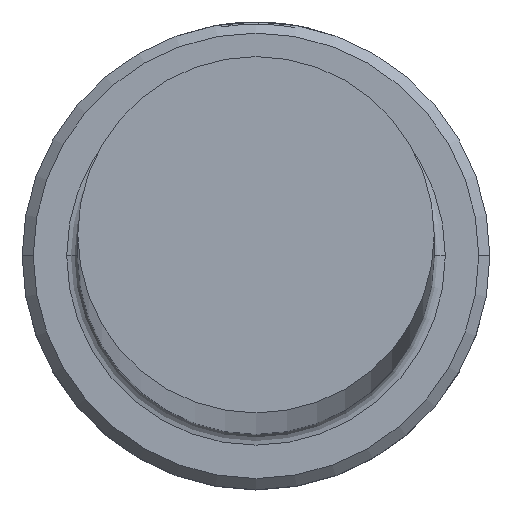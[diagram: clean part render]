
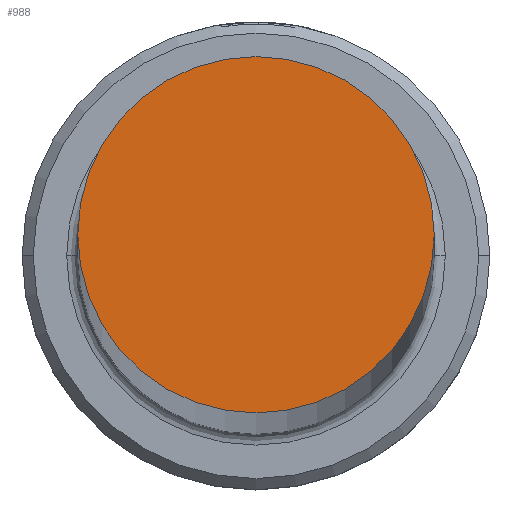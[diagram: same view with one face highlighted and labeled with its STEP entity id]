
A CAD part, top view. The second image highlights one B-rep face of the part: STEP entity #988.
In plain terms, the highlighted planar face has unit normal (0, 0, 1).
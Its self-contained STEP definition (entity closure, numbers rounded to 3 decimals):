
#16 = DIRECTION ( 'NONE',  ( 1., 0., 0. ) ) ;
#27 = ORIENTED_EDGE ( 'NONE', *, *, #819, .T. ) ;
#51 = VERTEX_POINT ( 'NONE', #921 ) ;
#88 = FACE_OUTER_BOUND ( 'NONE', #171, .T. ) ;
#171 = EDGE_LOOP ( 'NONE', ( #27, #1086 ) ) ;
#192 = CARTESIAN_POINT ( 'NONE',  ( 0., 0., 550. ) ) ;
#212 = AXIS2_PLACEMENT_3D ( 'NONE', #311, #591, #16 ) ;
#234 = CARTESIAN_POINT ( 'NONE',  ( 8., 0., 550. ) ) ;
#291 = DIRECTION ( 'NONE',  ( 1., 0., 0. ) ) ;
#296 = EDGE_CURVE ( 'NONE', #1165, #51, #1073, .T. ) ;
#311 = CARTESIAN_POINT ( 'NONE',  ( 0., 0., 550. ) ) ;
#532 = DIRECTION ( 'NONE',  ( 0., 0., 1. ) ) ;
#558 = AXIS2_PLACEMENT_3D ( 'NONE', #1068, #532, #1152 ) ;
#591 = DIRECTION ( 'NONE',  ( 0., 0., 1. ) ) ;
#617 = AXIS2_PLACEMENT_3D ( 'NONE', #192, #842, #291 ) ;
#707 = CIRCLE ( 'NONE', #617, 8. ) ;
#819 = EDGE_CURVE ( 'NONE', #51, #1165, #707, .T. ) ;
#842 = DIRECTION ( 'NONE',  ( 0., 0., 1. ) ) ;
#921 = CARTESIAN_POINT ( 'NONE',  ( -8., 0., 550. ) ) ;
#988 = ADVANCED_FACE ( 'NONE', ( #88 ), #1125, .T. ) ;
#1068 = CARTESIAN_POINT ( 'NONE',  ( 0., 0., 550. ) ) ;
#1073 = CIRCLE ( 'NONE', #558, 8. ) ;
#1086 = ORIENTED_EDGE ( 'NONE', *, *, #296, .T. ) ;
#1125 = PLANE ( 'NONE',  #212 ) ;
#1152 = DIRECTION ( 'NONE',  ( 1., 0., 0. ) ) ;
#1165 = VERTEX_POINT ( 'NONE', #234 ) ;
